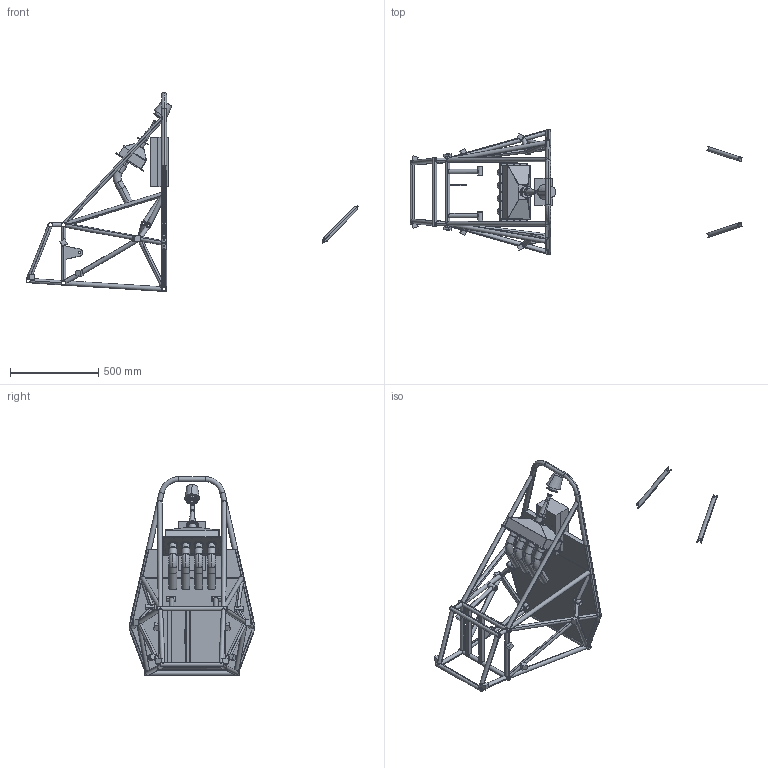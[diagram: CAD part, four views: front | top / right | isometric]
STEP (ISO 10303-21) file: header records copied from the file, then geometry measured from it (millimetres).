
FILE_DESCRIPTION(('CATIA V5 STEP Exchange'),'2;1');
FILE_NAME('rearBody.stp','2018-06-15T21:23:06+00:00',('none'),('none'),'CATIA Version 5 Release 17 (IN-10)','CATIA V5 STEP AP203','none');
FILE_SCHEMA(('CONFIG_CONTROL_DESIGN'));
Products named in the file (3): KS-15_all; 2018 Intake; Throttle Assembly
Assembly tree (16 placements, depth 3):
  KS-15_all
    #56
    2018 Intake
      #36182
      #44505  x4
      #45503  x4
      #46075
      #47314
      #48883
      #49360
      Throttle Assembly
Bounding box: 1882.48 x 710.6 x 1127 mm (x, y, z)
Volume: 6322742.8 mm3; surface area: 3956386.4 mm2
Topology: 23 solids, 63 shells, 1058 faces, 3589 edges, 2644 vertices
Faces by surface type: cylinder 677, plane 303, torus 68, cone 10
Entity records: 49788 total; most frequent: CARTESIAN_POINT 24565, ORIENTED_EDGE 6554, EDGE_CURVE 3274, DIRECTION 3129, VERTEX_POINT 2420, B_SPLINE_CURVE_WITH_KNOTS 2071, AXIS2_PLACEMENT_3D 1264, EDGE_LOOP 1105
